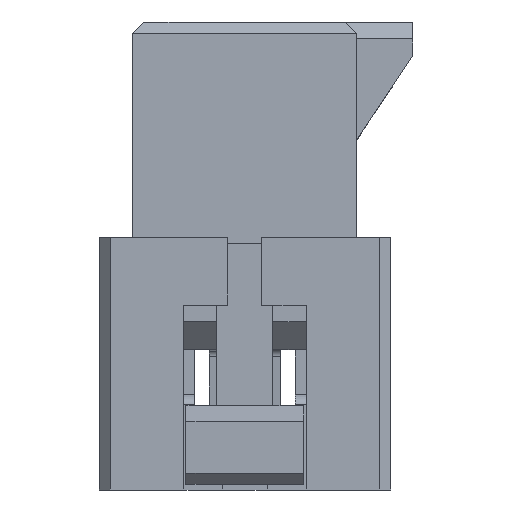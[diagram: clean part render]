
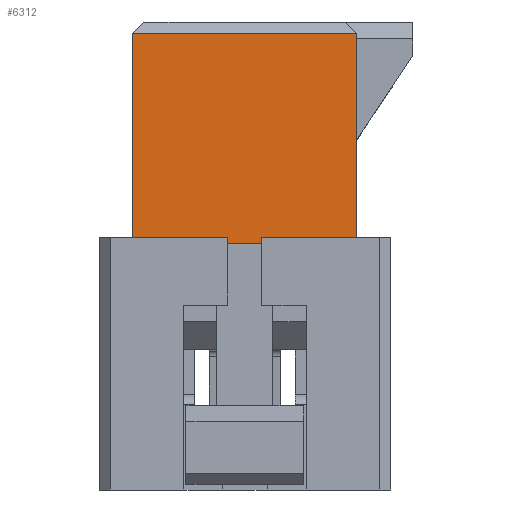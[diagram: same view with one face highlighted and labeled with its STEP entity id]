
A CAD part, left-side view. The second image highlights one B-rep face of the part: STEP entity #6312.
In plain terms, the highlighted planar face has unit normal (-1, 0, 0).
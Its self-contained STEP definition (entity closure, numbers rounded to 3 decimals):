
#228=CARTESIAN_POINT('',(-8.25,2.,4.3));
#229=VERTEX_POINT('',#228);
#236=CARTESIAN_POINT('',(-8.25,2.,8.05));
#237=VERTEX_POINT('',#236);
#238=CARTESIAN_POINT('',(-8.25,2.,4.3));
#239=DIRECTION('',(0.,0.,1.));
#240=VECTOR('',#239,3.75);
#241=LINE('',#238,#240);
#242=EDGE_CURVE('',#229,#237,#241,.T.);
#379=CARTESIAN_POINT('',(-8.25,-2.,8.05));
#380=VERTEX_POINT('',#379);
#387=CARTESIAN_POINT('',(-8.25,-2.,4.3));
#388=VERTEX_POINT('',#387);
#389=CARTESIAN_POINT('',(-8.25,-2.,8.05));
#390=DIRECTION('',(0.,0.,-1.));
#391=VECTOR('',#390,3.75);
#392=LINE('',#389,#391);
#393=EDGE_CURVE('',#380,#388,#392,.T.);
#6197=CARTESIAN_POINT('',(-8.25,-2.,4.3));
#6198=DIRECTION('',(0.,1.,0.));
#6199=VECTOR('',#6198,4.);
#6200=LINE('',#6197,#6199);
#6201=EDGE_CURVE('',#388,#229,#6200,.T.);
#6296=CARTESIAN_POINT('',(-8.25,0.,6.275));
#6297=DIRECTION('',(0.,-1.,0.));
#6298=DIRECTION('',(-1.,0.,0.));
#6299=AXIS2_PLACEMENT_3D('',#6296,#6298,#6297);
#6300=PLANE('',#6299);
#6301=ORIENTED_EDGE('',*,*,#6201,.F.);
#6302=ORIENTED_EDGE('',*,*,#393,.F.);
#6303=CARTESIAN_POINT('',(-8.25,-2.,8.05));
#6304=DIRECTION('',(0.,1.,0.));
#6305=VECTOR('',#6304,4.);
#6306=LINE('',#6303,#6305);
#6307=EDGE_CURVE('',#380,#237,#6306,.T.);
#6308=ORIENTED_EDGE('',*,*,#6307,.T.);
#6309=ORIENTED_EDGE('',*,*,#242,.F.);
#6310=EDGE_LOOP('',(#6301,#6302,#6308,#6309));
#6311=FACE_OUTER_BOUND('',#6310,.T.);
#6312=ADVANCED_FACE('',(#6311),#6300,.T.);
